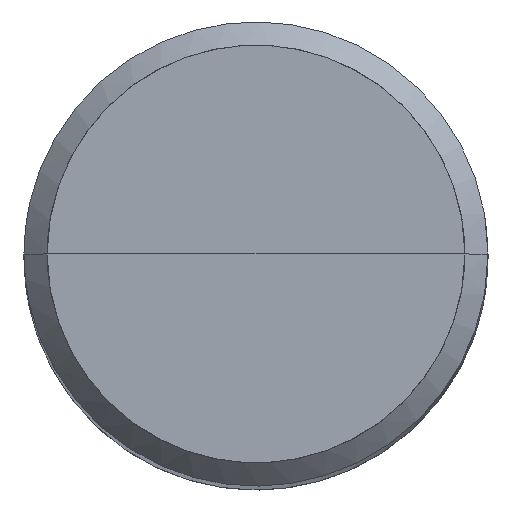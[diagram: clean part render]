
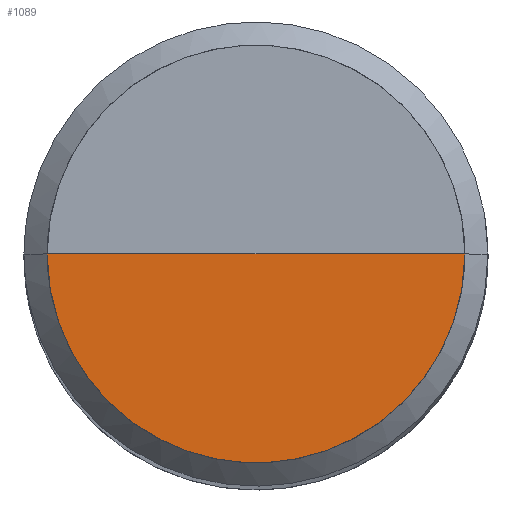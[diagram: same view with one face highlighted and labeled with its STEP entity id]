
A CAD part, top view. The second image highlights one B-rep face of the part: STEP entity #1089.
In plain terms, the highlighted free-form (B-spline) face has degree [1, 2] with [2, 5] control points.
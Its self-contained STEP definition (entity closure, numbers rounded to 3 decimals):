
#696=CARTESIAN_POINT('',(7.2,0.0,70.5));
#700=CARTESIAN_POINT('',(-7.2,0.0,70.5));
#701=CARTESIAN_POINT('',(0.0,0.0,70.5));
#708=CARTESIAN_POINT('',(-7.2,-7.2,70.5));
#709=CARTESIAN_POINT('',(0.0,-7.2,70.5));
#710=CARTESIAN_POINT('',(7.2,-7.2,70.5));
#1074=(
BOUNDED_SURFACE()
B_SPLINE_SURFACE(1,2,(
(#700,#708,#709,#710,#696),
(#701,#701,#701,#701,#701)
), .UNSPECIFIED.,.F.,.F.,.F.)
B_SPLINE_SURFACE_WITH_KNOTS((2,2),(3,2,3),(
0.0,1.0),(
0.0,0.5,1.0), .UNSPECIFIED.)
GEOMETRIC_REPRESENTATION_ITEM()
RATIONAL_B_SPLINE_SURFACE(((1.0,0.707,1.0,0.707,1.0),
(1.0,0.707,1.0,0.707,1.0)
))
REPRESENTATION_ITEM('')
SURFACE()
);
#1075=(
BOUNDED_CURVE()
B_SPLINE_CURVE(1,(#701,#696),.UNSPECIFIED.,.F.,.F.)
B_SPLINE_CURVE_WITH_KNOTS((2,2),
(0.0,1.0),.UNSPECIFIED.)
CURVE()
GEOMETRIC_REPRESENTATION_ITEM()
RATIONAL_B_SPLINE_CURVE((1.0,1.0))
REPRESENTATION_ITEM('')
);
#1076=(
BOUNDED_CURVE()
B_SPLINE_CURVE(2,(#696,#710,#709,#708,#700),.UNSPECIFIED.,.F.,.F.)
B_SPLINE_CURVE_WITH_KNOTS((3,2,3),
(0.0,0.5,1.0),.UNSPECIFIED.)
CURVE()
GEOMETRIC_REPRESENTATION_ITEM()
RATIONAL_B_SPLINE_CURVE((1.0,0.707,1.0,0.707,1.0))
REPRESENTATION_ITEM('')
);
#1077=(
BOUNDED_CURVE()
B_SPLINE_CURVE(1,(#700,#701),.UNSPECIFIED.,.F.,.F.)
B_SPLINE_CURVE_WITH_KNOTS((2,2),
(0.0,1.0),.UNSPECIFIED.)
CURVE()
GEOMETRIC_REPRESENTATION_ITEM()
RATIONAL_B_SPLINE_CURVE((1.0,1.0))
REPRESENTATION_ITEM('')
);
#1078=VERTEX_POINT('',#696);
#1079=VERTEX_POINT('',#700);
#1080=VERTEX_POINT('',#701);
#1081=EDGE_CURVE('',#1080,#1078,#1075,.T.);
#1082=EDGE_CURVE('',#1078,#1079,#1076,.T.);
#1083=EDGE_CURVE('',#1079,#1080,#1077,.T.);
#1084=ORIENTED_EDGE('',*,*,#1081,.T.);
#1085=ORIENTED_EDGE('',*,*,#1082,.T.);
#1086=ORIENTED_EDGE('',*,*,#1083,.T.);
#1087=EDGE_LOOP('',(#1084,#1085,#1086));
#1088=FACE_OUTER_BOUND('',#1087,.T.);
#1089=ADVANCED_FACE('',(#1088),#1074,.T.);
